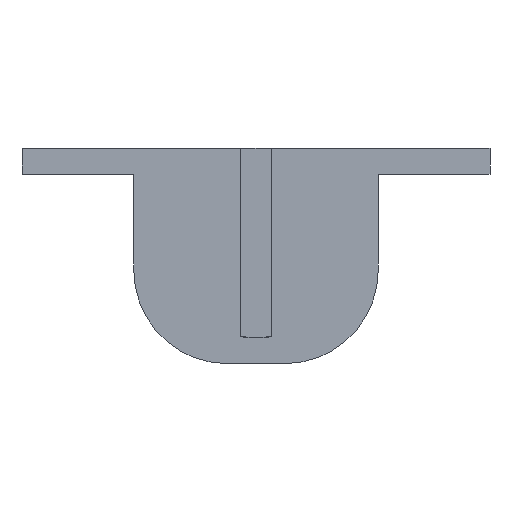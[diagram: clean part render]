
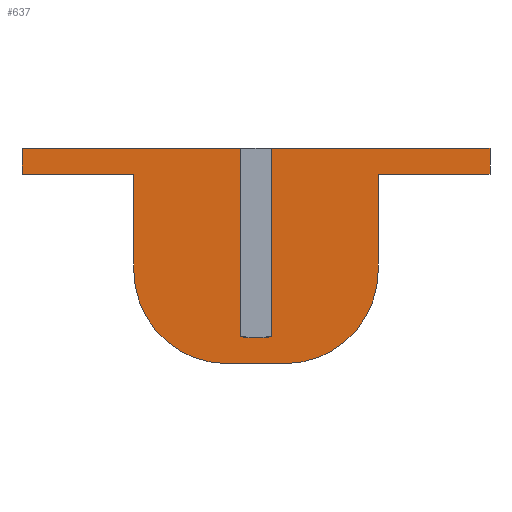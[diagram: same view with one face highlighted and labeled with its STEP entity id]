
A CAD part, front view. The second image highlights one B-rep face of the part: STEP entity #637.
In plain terms, the highlighted planar face has unit normal (0, -1, 0).
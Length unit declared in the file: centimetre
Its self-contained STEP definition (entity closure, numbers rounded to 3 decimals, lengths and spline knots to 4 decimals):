
#8 = EDGE_CURVE ( 'NONE', #579, #1002, #161, .T. ) ;
#10 = LINE ( 'NONE', #942, #278 ) ;
#14 = VECTOR ( 'NONE', #526, 100. ) ;
#29 = ORIENTED_EDGE ( 'NONE', *, *, #869, .F. ) ;
#40 = VERTEX_POINT ( 'NONE', #442 ) ;
#44 = ORIENTED_EDGE ( 'NONE', *, *, #177, .F. ) ;
#50 = CARTESIAN_POINT ( 'NONE',  ( 0., -3.7725, 0. ) ) ;
#52 = CARTESIAN_POINT ( 'NONE',  ( 0., -3.7725, 1.82 ) ) ;
#53 = ORIENTED_EDGE ( 'NONE', *, *, #653, .T. ) ;
#58 = CARTESIAN_POINT ( 'NONE',  ( 0., -3.7725, -0.25 ) ) ;
#61 = CARTESIAN_POINT ( 'NONE',  ( 0., -3.7725, 1.82 ) ) ;
#64 = CARTESIAN_POINT ( 'NONE',  ( -0.275, -3.7725, -0.25 ) ) ;
#70 = CARTESIAN_POINT ( 'NONE',  ( 0.15, -3.7725, 1.82 ) ) ;
#79 = CARTESIAN_POINT ( 'NONE',  ( 0.15, -3.7725, 1.82 ) ) ;
#82 = CARTESIAN_POINT ( 'NONE',  ( -2.25, -3.7725, 1.57 ) ) ;
#97 = CIRCLE ( 'NONE', #933, 0.9 ) ;
#98 = LINE ( 'NONE', #978, #1004 ) ;
#120 = ORIENTED_EDGE ( 'NONE', *, *, #769, .F. ) ;
#129 = CARTESIAN_POINT ( 'NONE',  ( -2.25, -3.7725, 1.82 ) ) ;
#147 = VERTEX_POINT ( 'NONE', #70 ) ;
#161 = LINE ( 'NONE', #492, #793 ) ;
#163 = VERTEX_POINT ( 'NONE', #693 ) ;
#167 = CARTESIAN_POINT ( 'NONE',  ( 0.025, -3.7725, 0. ) ) ;
#176 = CARTESIAN_POINT ( 'NONE',  ( -0.15, -3.7725, 1.82 ) ) ;
#177 = EDGE_CURVE ( 'NONE', #966, #950, #847, .T. ) ;
#189 = EDGE_CURVE ( 'NONE', #434, #202, #628, .T. ) ;
#194 = LINE ( 'NONE', #61, #14 ) ;
#201 = CARTESIAN_POINT ( 'NONE',  ( 1.175, -3.7725, 0.65 ) ) ;
#202 = VERTEX_POINT ( 'NONE', #201 ) ;
#204 = VECTOR ( 'NONE', #880, 100. ) ;
#207 = ORIENTED_EDGE ( 'NONE', *, *, #189, .F. ) ;
#210 = DIRECTION ( 'NONE',  ( 0., 0., 1. ) ) ;
#213 = CARTESIAN_POINT ( 'NONE',  ( -0.025, -3.7725, 0. ) ) ;
#219 = DIRECTION ( 'NONE',  ( 0., 0., -1. ) ) ;
#222 = ORIENTED_EDGE ( 'NONE', *, *, #370, .T. ) ;
#223 = DIRECTION ( 'NONE',  ( 0., 0., -1. ) ) ;
#226 = CARTESIAN_POINT ( 'NONE',  ( -2.25, -3.7725, 1.82 ) ) ;
#241 = EDGE_CURVE ( 'NONE', #888, #579, #1012, .T. ) ;
#272 = DIRECTION ( 'NONE',  ( 0., 0., 1. ) ) ;
#278 = VECTOR ( 'NONE', #320, 100. ) ;
#285 = CIRCLE ( 'NONE', #610, 0.9 ) ;
#292 = ORIENTED_EDGE ( 'NONE', *, *, #711, .F. ) ;
#297 = CARTESIAN_POINT ( 'NONE',  ( 0., -3.7725, 1.57 ) ) ;
#305 = EDGE_LOOP ( 'NONE', ( #936, #670, #44, #923, #207, #29, #935, #498, #651, #553, #384, #53, #120, #292, #222, #809 ) ) ;
#320 = DIRECTION ( 'NONE',  ( -1., 0., 0. ) ) ;
#322 = DIRECTION ( 'NONE',  ( 0., 1., 0. ) ) ;
#338 = EDGE_CURVE ( 'NONE', #147, #532, #727, .T. ) ;
#362 = VERTEX_POINT ( 'NONE', #944 ) ;
#367 = DIRECTION ( 'NONE',  ( 0., 1., 0. ) ) ;
#370 = EDGE_CURVE ( 'NONE', #661, #888, #873, .T. ) ;
#379 = VECTOR ( 'NONE', #219, 100. ) ;
#384 = ORIENTED_EDGE ( 'NONE', *, *, #810, .F. ) ;
#387 = CARTESIAN_POINT ( 'NONE',  ( 2.25, -3.7725, 1.57 ) ) ;
#390 = DIRECTION ( 'NONE',  ( 0., 0., 1. ) ) ;
#393 = CARTESIAN_POINT ( 'NONE',  ( 0.275, -3.7725, -0.25 ) ) ;
#409 = VECTOR ( 'NONE', #602, 100. ) ;
#419 = EDGE_CURVE ( 'NONE', #532, #505, #285, .T. ) ;
#432 = LINE ( 'NONE', #521, #204 ) ;
#434 = VERTEX_POINT ( 'NONE', #744 ) ;
#442 = CARTESIAN_POINT ( 'NONE',  ( 2.25, -3.7725, 1.82 ) ) ;
#445 = AXIS2_PLACEMENT_3D ( 'NONE', #453, #367, #210 ) ;
#448 = DIRECTION ( 'NONE',  ( -1., 0., 0. ) ) ;
#453 = CARTESIAN_POINT ( 'NONE',  ( -0.025, -3.7725, 0.9 ) ) ;
#472 = DIRECTION ( 'NONE',  ( 0., 0., -1. ) ) ;
#478 = AXIS2_PLACEMENT_3D ( 'NONE', #52, #999, #617 ) ;
#492 = CARTESIAN_POINT ( 'NONE',  ( -1.175, -3.7725, 0. ) ) ;
#498 = ORIENTED_EDGE ( 'NONE', *, *, #561, .F. ) ;
#505 = VERTEX_POINT ( 'NONE', #167 ) ;
#508 = DIRECTION ( 'NONE',  ( 0., 0., -1. ) ) ;
#521 = CARTESIAN_POINT ( 'NONE',  ( 2.25, -3.7725, 1.82 ) ) ;
#526 = DIRECTION ( 'NONE',  ( 1., 0., 0. ) ) ;
#532 = VERTEX_POINT ( 'NONE', #819 ) ;
#533 = EDGE_CURVE ( 'NONE', #40, #906, #432, .T. ) ;
#534 = LINE ( 'NONE', #50, #409 ) ;
#539 = AXIS2_PLACEMENT_3D ( 'NONE', #567, #622, #635 ) ;
#553 = ORIENTED_EDGE ( 'NONE', *, *, #419, .T. ) ;
#561 = EDGE_CURVE ( 'NONE', #147, #40, #98, .T. ) ;
#566 = VECTOR ( 'NONE', #624, 100. ) ;
#567 = CARTESIAN_POINT ( 'NONE',  ( -0.275, -3.7725, 0.65 ) ) ;
#579 = VERTEX_POINT ( 'NONE', #660 ) ;
#588 = EDGE_CURVE ( 'NONE', #966, #202, #97, .T. ) ;
#602 = DIRECTION ( 'NONE',  ( 1., 0., 0. ) ) ;
#603 = VECTOR ( 'NONE', #508, 100. ) ;
#610 = AXIS2_PLACEMENT_3D ( 'NONE', #724, #322, #390 ) ;
#617 = DIRECTION ( 'NONE',  ( 0., 0., 1. ) ) ;
#622 = DIRECTION ( 'NONE',  ( 0., -1., 0. ) ) ;
#624 = DIRECTION ( 'NONE',  ( 1., 0., 0. ) ) ;
#628 = LINE ( 'NONE', #1019, #379 ) ;
#635 = DIRECTION ( 'NONE',  ( 0., 0., 1. ) ) ;
#637 = ADVANCED_FACE ( 'NONE', ( #1005 ), #756, .F. ) ;
#647 = CIRCLE ( 'NONE', #445, 0.9 ) ;
#651 = ORIENTED_EDGE ( 'NONE', *, *, #338, .T. ) ;
#653 = EDGE_CURVE ( 'NONE', #917, #163, #647, .T. ) ;
#658 = LINE ( 'NONE', #176, #603 ) ;
#660 = CARTESIAN_POINT ( 'NONE',  ( -1.175, -3.7725, 1.57 ) ) ;
#661 = VERTEX_POINT ( 'NONE', #129 ) ;
#670 = ORIENTED_EDGE ( 'NONE', *, *, #889, .T. ) ;
#693 = CARTESIAN_POINT ( 'NONE',  ( -0.15, -3.7725, 0.0087 ) ) ;
#695 = DIRECTION ( 'NONE',  ( 0., -1., 0. ) ) ;
#711 = EDGE_CURVE ( 'NONE', #661, #362, #194, .T. ) ;
#724 = CARTESIAN_POINT ( 'NONE',  ( 0.025, -3.7725, 0.9 ) ) ;
#727 = LINE ( 'NONE', #79, #970 ) ;
#744 = CARTESIAN_POINT ( 'NONE',  ( 1.175, -3.7725, 1.57 ) ) ;
#756 = PLANE ( 'NONE',  #478 ) ;
#762 = VECTOR ( 'NONE', #448, 100. ) ;
#769 = EDGE_CURVE ( 'NONE', #362, #163, #658, .T. ) ;
#793 = VECTOR ( 'NONE', #802, 100. ) ;
#802 = DIRECTION ( 'NONE',  ( 0., 0., -1. ) ) ;
#805 = VECTOR ( 'NONE', #223, 100. ) ;
#809 = ORIENTED_EDGE ( 'NONE', *, *, #241, .T. ) ;
#810 = EDGE_CURVE ( 'NONE', #917, #505, #534, .T. ) ;
#813 = CARTESIAN_POINT ( 'NONE',  ( 0.275, -3.7725, 0.65 ) ) ;
#819 = CARTESIAN_POINT ( 'NONE',  ( 0.15, -3.7725, 0.0087 ) ) ;
#847 = LINE ( 'NONE', #58, #762 ) ;
#860 = CIRCLE ( 'NONE', #539, 0.9 ) ;
#869 = EDGE_CURVE ( 'NONE', #906, #434, #10, .T. ) ;
#873 = LINE ( 'NONE', #226, #805 ) ;
#875 = CARTESIAN_POINT ( 'NONE',  ( -1.175, -3.7725, 0.65 ) ) ;
#880 = DIRECTION ( 'NONE',  ( 0., 0., -1. ) ) ;
#888 = VERTEX_POINT ( 'NONE', #82 ) ;
#889 = EDGE_CURVE ( 'NONE', #1002, #950, #860, .T. ) ;
#897 = DIRECTION ( 'NONE',  ( 1., 0., 0. ) ) ;
#906 = VERTEX_POINT ( 'NONE', #387 ) ;
#917 = VERTEX_POINT ( 'NONE', #213 ) ;
#923 = ORIENTED_EDGE ( 'NONE', *, *, #588, .T. ) ;
#933 = AXIS2_PLACEMENT_3D ( 'NONE', #813, #695, #272 ) ;
#935 = ORIENTED_EDGE ( 'NONE', *, *, #533, .F. ) ;
#936 = ORIENTED_EDGE ( 'NONE', *, *, #8, .T. ) ;
#942 = CARTESIAN_POINT ( 'NONE',  ( 0., -3.7725, 1.57 ) ) ;
#944 = CARTESIAN_POINT ( 'NONE',  ( -0.15, -3.7725, 1.82 ) ) ;
#950 = VERTEX_POINT ( 'NONE', #64 ) ;
#966 = VERTEX_POINT ( 'NONE', #393 ) ;
#970 = VECTOR ( 'NONE', #472, 100. ) ;
#978 = CARTESIAN_POINT ( 'NONE',  ( 0., -3.7725, 1.82 ) ) ;
#999 = DIRECTION ( 'NONE',  ( 0., 1., 0. ) ) ;
#1002 = VERTEX_POINT ( 'NONE', #875 ) ;
#1004 = VECTOR ( 'NONE', #897, 100. ) ;
#1005 = FACE_OUTER_BOUND ( 'NONE', #305, .T. ) ;
#1012 = LINE ( 'NONE', #297, #566 ) ;
#1019 = CARTESIAN_POINT ( 'NONE',  ( 1.175, -3.7725, 0. ) ) ;
